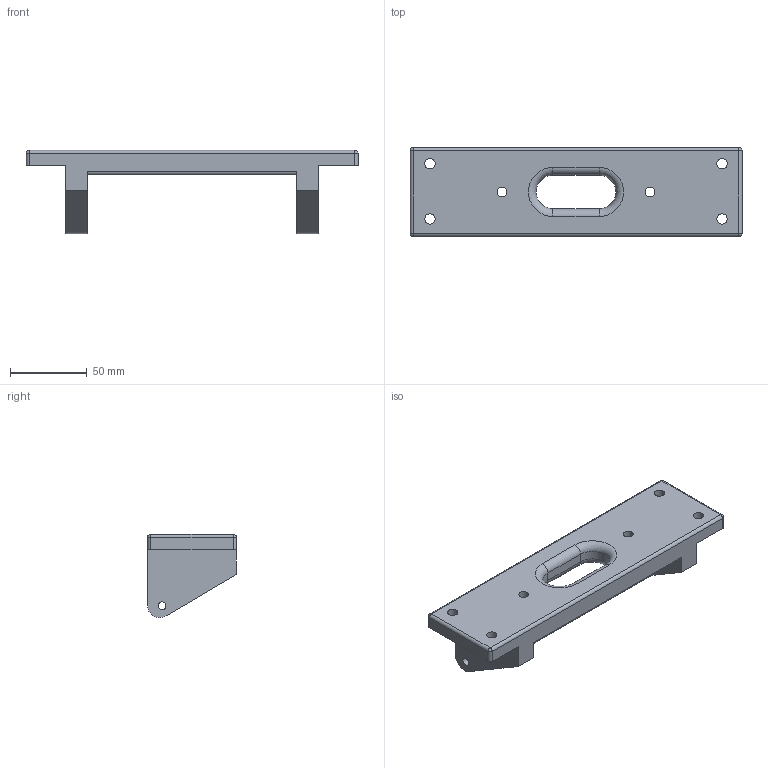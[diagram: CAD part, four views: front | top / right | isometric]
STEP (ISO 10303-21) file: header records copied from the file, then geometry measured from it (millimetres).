
FILE_DESCRIPTION(/* description */ (''),/* implementation_level */ '2;1');
FILE_NAME(/* name */ '4040_FlatActBrackets2.step',/* time_stamp */ '2026-02-01T10:48:54-06:00',/* author */ (''),/* organization */ (''),/* preprocessor_version */ 'ST-DEVELOPER v20.1',/* originating_system */ 'Autodesk Translation Framework v14.24.0.0',/* authorisation */ '');
FILE_SCHEMA (('AUTOMOTIVE_DESIGN { 1 0 10303 214 3 1 1 }'));
Length unit declared in the file: millimetre
Products named in the file (2): 4040_FlatActBrackets; Component3
Assembly tree (1 placements, depth 2):
  4040_FlatActBrackets
    Component3
Bounding box: 216.5 x 58 x 54.22 mm (x, y, z)
Volume: 203781.7 mm3; surface area: 40996.8 mm2
Topology: 1 solids, 1 shells, 50 faces, 124 edges, 76 vertices
Faces by surface type: cylinder 26, plane 16, torus 4, sphere 4
Full cylindrical faces by diameter (mm): 5.035 x2, 6.25 x2, 6.779 x4
Entity records: 1573 total; most frequent: DIRECTION 286, CARTESIAN_POINT 253, ORIENTED_EDGE 248, EDGE_CURVE 124, AXIS2_PLACEMENT_3D 109, VERTEX_POINT 76, EDGE_LOOP 68, LINE 68
